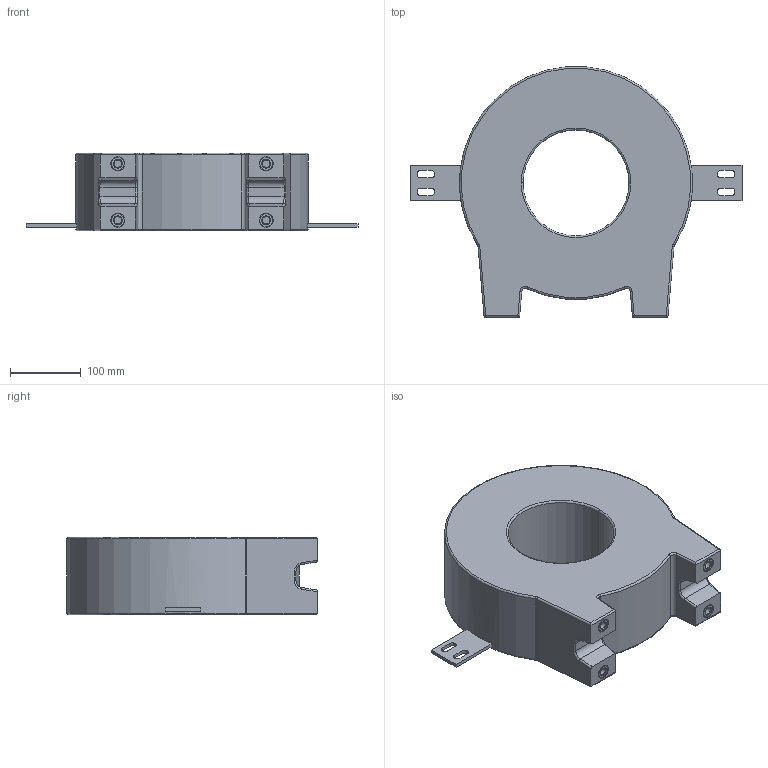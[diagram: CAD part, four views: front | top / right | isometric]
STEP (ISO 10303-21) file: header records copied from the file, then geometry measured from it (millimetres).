
FILE_DESCRIPTION((''),'2;1');
FILE_NAME('RMV_330','2016-03-21T',('bcollados'),(''),'PRO/ENGINEER BY PARAMETRIC TECHNOLOGY CORPORATION, 2013410','PRO/ENGINEER BY PARAMETRIC TECHNOLOGY CORPORATION, 2013410','');
FILE_SCHEMA(('AUTOMOTIVE_DESIGN { 1 0 10303 214 1 1 1 1 }'));
Length unit declared in the file: millimetre
Products named in the file (1): RMV_330
Bounding box: 470 x 354.4 x 110 mm (x, y, z)
Volume: 8189258.6 mm3; surface area: 353945.6 mm2
Topology: 1 solids, 1 shells, 162 faces, 386 edges, 240 vertices
Faces by surface type: cylinder 76, plane 54, torus 16, bspline 8, cone 8
Entity records: 9939 total; most frequent: COLOUR_RGB 1577, CARTESIAN_POINT 1314, DIRECTION 822, ORIENTED_EDGE 772, PRESENTATION_STYLE_ASSIGNMENT 543, STYLED_ITEM 387, CURVE_STYLE 386, EDGE_CURVE 386
